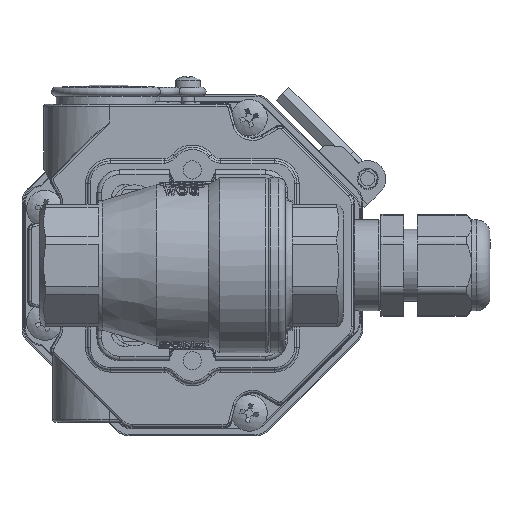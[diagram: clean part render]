
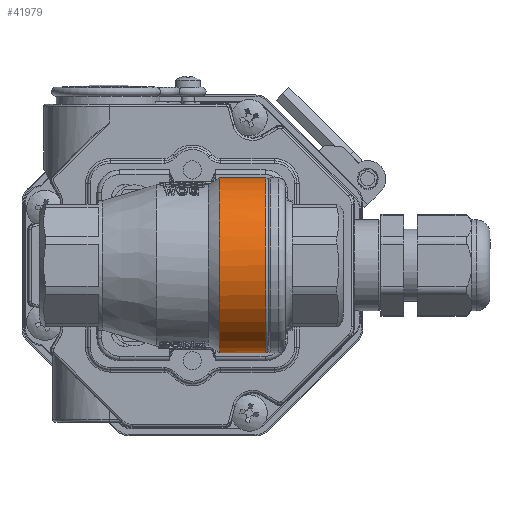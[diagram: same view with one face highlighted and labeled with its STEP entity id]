
A CAD part, front view. The second image highlights one B-rep face of the part: STEP entity #41979.
In plain terms, the highlighted cylindrical face has radius 19.25 mm (diameter 38.5 mm), a full revolution.
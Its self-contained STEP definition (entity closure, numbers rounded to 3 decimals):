
#6954=CYLINDRICAL_SURFACE('',#46841,19.25);
#8444=CIRCLE('',#46836,19.25);
#8447=CIRCLE('',#46842,19.25);
#11949=ORIENTED_EDGE('',*,*,#24618,.F.);
#11950=ORIENTED_EDGE('',*,*,#24668,.T.);
#11951=ORIENTED_EDGE('',*,*,#24669,.T.);
#11952=ORIENTED_EDGE('',*,*,#24670,.F.);
#11953=ORIENTED_EDGE('',*,*,#24671,.T.);
#24618=EDGE_CURVE('',#31037,#31037,#8444,.T.);
#24668=EDGE_CURVE('',#31085,#31086,#8447,.T.);
#24669=EDGE_CURVE('',#31086,#31087,#35013,.T.);
#24670=EDGE_CURVE('',#31088,#31087,#35014,.T.);
#24671=EDGE_CURVE('',#31088,#31085,#35015,.T.);
#31037=VERTEX_POINT('',#86003);
#31085=VERTEX_POINT('',#87223);
#31086=VERTEX_POINT('',#87224);
#31087=VERTEX_POINT('',#87237);
#31088=VERTEX_POINT('',#87251);
#35013=B_SPLINE_CURVE_WITH_KNOTS('',3,(#87225,#87226,#87227,#87228,#87229,
#87230,#87231,#87232,#87233,#87234,#87235,#87236),.UNSPECIFIED.,.F.,.F.,
(4,1,1,1,1,1,1,1,1,4),(0.,0.125,0.25,0.375,0.438,0.5,0.625,0.75,0.875,
1.),.UNSPECIFIED.);
#35014=B_SPLINE_CURVE_WITH_KNOTS('',3,(#87238,#87239,#87240,#87241,#87242,
#87243,#87244,#87245,#87246,#87247,#87248,#87249,#87250),.UNSPECIFIED.,
 .F.,.F.,(4,1,1,1,1,1,1,1,1,1,4),(0.,0.004,0.008,
0.012,0.014,0.017,0.019,
0.021,0.025,0.029,0.033),
 .UNSPECIFIED.);
#35015=B_SPLINE_CURVE_WITH_KNOTS('',3,(#87252,#87253,#87254,#87255,#87256,
#87257,#87258,#87259,#87260,#87261,#87262,#87263,#87264),.UNSPECIFIED.,
 .F.,.F.,(4,1,1,1,1,1,1,1,1,1,4),(0.,0.125,0.25,0.375,0.438,0.5,0.563,
0.625,0.75,0.875,1.),.UNSPECIFIED.);
#35710=EDGE_LOOP('',(#11949));
#35711=EDGE_LOOP('',(#11950,#11951,#11952,#11953));
#38825=FACE_BOUND('',#35710,.T.);
#38826=FACE_BOUND('',#35711,.T.);
#41979=ADVANCED_FACE('',(#38825,#38826),#6954,.T.);
#46836=AXIS2_PLACEMENT_3D('',#86002,#52496,#52497);
#46841=AXIS2_PLACEMENT_3D('',#87221,#52506,#52507);
#46842=AXIS2_PLACEMENT_3D('',#87222,#52508,#52509);
#52496=DIRECTION('',(1.,0.,0.));
#52497=DIRECTION('',(0.,0.,-1.));
#52506=DIRECTION('',(1.,0.,0.));
#52507=DIRECTION('',(0.,0.,-1.));
#52508=DIRECTION('',(1.,0.,0.));
#52509=DIRECTION('',(0.,0.,-1.));
#86002=CARTESIAN_POINT('',(16.2,0.,0.));
#86003=CARTESIAN_POINT('',(16.2,0.,-19.25));
#87221=CARTESIAN_POINT('',(34.348,0.,0.));
#87222=CARTESIAN_POINT('',(6.05,0.,0.));
#87223=CARTESIAN_POINT('',(6.05,14.608,12.537));
#87224=CARTESIAN_POINT('',(6.05,14.608,-12.537));
#87225=CARTESIAN_POINT('',(6.05,14.608,-12.537));
#87226=CARTESIAN_POINT('',(6.05,14.716,-12.411));
#87227=CARTESIAN_POINT('',(6.011,14.9,-12.19));
#87228=CARTESIAN_POINT('',(5.774,15.157,-11.868));
#87229=CARTESIAN_POINT('',(5.426,15.279,-11.709));
#87230=CARTESIAN_POINT('',(5.159,15.328,-11.646));
#87231=CARTESIAN_POINT('',(4.825,15.359,-11.605));
#87232=CARTESIAN_POINT('',(4.519,15.359,-11.604));
#87233=CARTESIAN_POINT('',(3.987,15.32,-11.656));
#87234=CARTESIAN_POINT('',(3.6,15.265,-11.729));
#87235=CARTESIAN_POINT('',(3.291,15.209,-11.801));
#87236=CARTESIAN_POINT('',(3.136,15.177,-11.842));
#87237=CARTESIAN_POINT('',(3.136,15.177,-11.842));
#87238=CARTESIAN_POINT('',(3.136,15.177,11.842));
#87239=CARTESIAN_POINT('',(4.466,15.452,11.49));
#87240=CARTESIAN_POINT('',(6.884,16.279,10.384));
#87241=CARTESIAN_POINT('',(9.799,17.753,7.696));
#87242=CARTESIAN_POINT('',(11.427,18.733,4.774));
#87243=CARTESIAN_POINT('',(12.13,19.173,2.087));
#87244=CARTESIAN_POINT('',(12.309,19.288,0.032));
#87245=CARTESIAN_POINT('',(12.134,19.176,-2.071));
#87246=CARTESIAN_POINT('',(11.442,18.741,-4.735));
#87247=CARTESIAN_POINT('',(9.798,17.752,-7.707));
#87248=CARTESIAN_POINT('',(6.874,16.275,-10.387));
#87249=CARTESIAN_POINT('',(4.469,15.452,-11.489));
#87250=CARTESIAN_POINT('',(3.136,15.177,-11.842));
#87251=CARTESIAN_POINT('',(3.136,15.177,11.842));
#87252=CARTESIAN_POINT('',(3.136,15.177,11.842));
#87253=CARTESIAN_POINT('',(3.291,15.209,11.801));
#87254=CARTESIAN_POINT('',(3.6,15.265,11.728));
#87255=CARTESIAN_POINT('',(3.99,15.319,11.657));
#87256=CARTESIAN_POINT('',(4.424,15.354,11.611));
#87257=CARTESIAN_POINT('',(4.719,15.357,11.608));
#87258=CARTESIAN_POINT('',(4.902,15.352,11.614));
#87259=CARTESIAN_POINT('',(5.182,15.326,11.648));
#87260=CARTESIAN_POINT('',(5.47,15.267,11.725));
#87261=CARTESIAN_POINT('',(5.761,15.16,11.865));
#87262=CARTESIAN_POINT('',(6.014,14.903,12.187));
#87263=CARTESIAN_POINT('',(6.05,14.714,12.413));
#87264=CARTESIAN_POINT('',(6.05,14.608,12.537));
